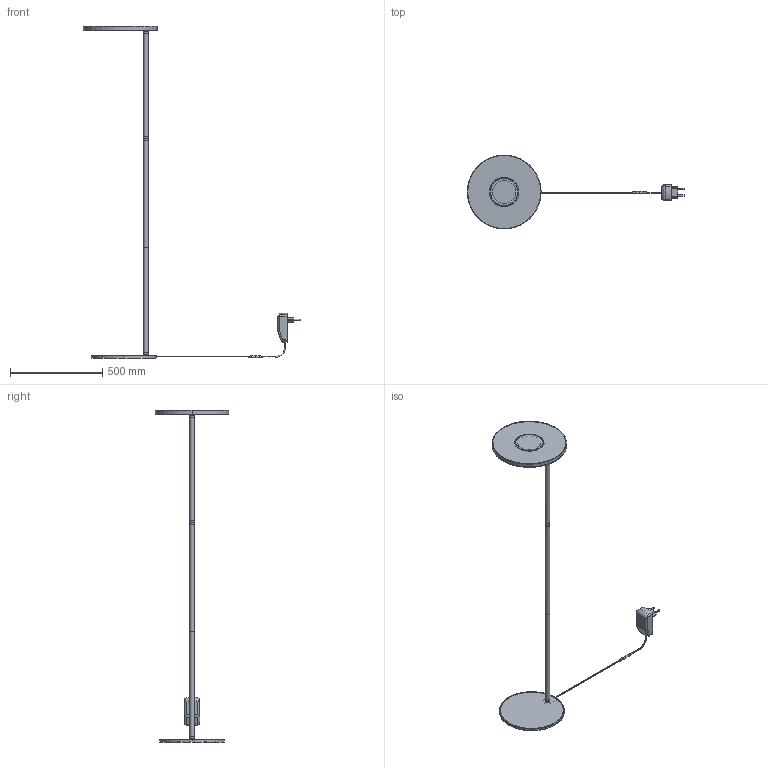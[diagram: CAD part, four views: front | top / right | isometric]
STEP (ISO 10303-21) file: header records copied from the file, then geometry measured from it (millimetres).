
FILE_DESCRIPTION (( 'STEP AP214' ), '1' );
FILE_NAME ('SunatHome Panan Floor_d.STEP', '2021-08-11T13:30:23', ( '' ), ( '' ), 'SwSTEP 2.0', 'SolidWorks 2020', '' );
FILE_SCHEMA (( 'AUTOMOTIVE_DESIGN' ));
Length unit declared in the file: millimetre
Products named in the file (1): SunatHome Panan Floor_d
Bounding box: 1177.81 x 400 x 1798 mm (x, y, z)
Volume: 3455428.3 mm3; surface area: 1259602.8 mm2
Topology: 15 solids, 16 shells, 180 faces, 378 edges, 249 vertices
Faces by surface type: cylinder 72, plane 66, bspline 26, cone 15, torus 1
Full cylindrical faces by diameter (mm): 12.5 x2, 13 x2, 24 x1, 25 x6, 145.9 x1, 150 x1, 340 x1
Entity records: 10116 total; most frequent: CARTESIAN_POINT 4288, DIRECTION 763, ORIENTED_EDGE 692, EDGE_CURVE 346, AXIS2_PLACEMENT_3D 327, VERTEX_POINT 243, EDGE_LOOP 231, UNCERTAINTY_MEASURE_WITH_UNIT 197
